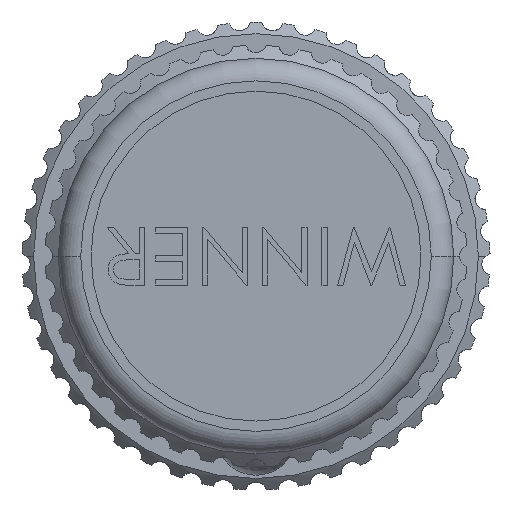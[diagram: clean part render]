
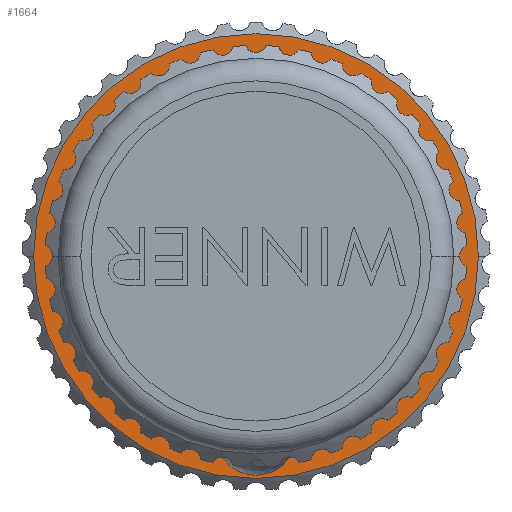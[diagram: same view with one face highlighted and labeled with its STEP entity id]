
A CAD part, left-side view. The second image highlights one B-rep face of the part: STEP entity #1664.
In plain terms, the highlighted planar face has unit normal (-1, 0, 0).
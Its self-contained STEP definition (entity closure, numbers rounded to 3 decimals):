
#89 = CARTESIAN_POINT ( 'NONE',  ( -63.9, -0.058, -4.164 ) ) ;
#591 = EDGE_CURVE ( 'NONE', #12408, #9977, #12879, .T. ) ;
#907 = CARTESIAN_POINT ( 'NONE',  ( -63.9, -3.79, 2.647 ) ) ;
#1078 = DIRECTION ( 'NONE',  ( -1., 0., 0. ) ) ;
#1286 = CARTESIAN_POINT ( 'NONE',  ( -63.9, 3.821, -1.883 ) ) ;
#1372 = CARTESIAN_POINT ( 'NONE',  ( -63.9, 2.284, 4.108 ) ) ;
#1664 = ADVANCED_FACE ( 'NONE', ( #1830, #8114 ), #9211, .T. ) ;
#1820 = CARTESIAN_POINT ( 'NONE',  ( -63.9, -15.3, 0. ) ) ;
#1830 = FACE_OUTER_BOUND ( 'NONE', #19159, .T. ) ;
#2632 = CARTESIAN_POINT ( 'NONE',  ( -63.9, -4.449, 0.494 ) ) ;
#2831 = ORIENTED_EDGE ( 'NONE', *, *, #10895, .T. ) ;
#2914 = CARTESIAN_POINT ( 'NONE',  ( -63.9, -4.099, -1.45 ) ) ;
#2971 = VERTEX_POINT ( 'NONE', #1820 ) ;
#3142 = CIRCLE ( 'NONE', #9546, 15.3 ) ;
#3214 = CARTESIAN_POINT ( 'NONE',  ( -63.9, 4.403, 0.006 ) ) ;
#3763 = ORIENTED_EDGE ( 'NONE', *, *, #21710, .T. ) ;
#4231 = CARTESIAN_POINT ( 'NONE',  ( -63.9, 1.711, -3.818 ) ) ;
#4679 = CARTESIAN_POINT ( 'NONE',  ( -63.9, -3.837, -1.96 ) ) ;
#4688 = DIRECTION ( 'NONE',  ( -1., 0., 0. ) ) ;
#5121 = DIRECTION ( 'NONE',  ( -1., 0., 0. ) ) ;
#5342 = CARTESIAN_POINT ( 'NONE',  ( -63.9, 3.168, 3.388 ) ) ;
#5517 = CARTESIAN_POINT ( 'NONE',  ( -63.9, 3.966, -1.635 ) ) ;
#5933 = VERTEX_POINT ( 'NONE', #11579 ) ;
#6363 = CARTESIAN_POINT ( 'NONE',  ( -63.9, 2.927, -3.029 ) ) ;
#6488 = EDGE_CURVE ( 'NONE', #9977, #8452, #13621, .T. ) ;
#6812 = CARTESIAN_POINT ( 'NONE',  ( -63.9, -3.503, -2.424 ) ) ;
#6896 = CARTESIAN_POINT ( 'NONE',  ( -63.9, -4.162, 1.884 ) ) ;
#6961 = AXIS2_PLACEMENT_3D ( 'NONE', #25615, #10383, #13099 ) ;
#6977 = ORIENTED_EDGE ( 'NONE', *, *, #12345, .T. ) ;
#7437 = CARTESIAN_POINT ( 'NONE',  ( -63.9, 0., 0. ) ) ;
#7471 = CARTESIAN_POINT ( 'NONE',  ( -63.9, 4.327, 1.143 ) ) ;
#7803 = CARTESIAN_POINT ( 'NONE',  ( -63.9, 2.284, 4.108 ) ) ;
#7941 = CARTESIAN_POINT ( 'NONE',  ( -63.9, -3.019, -2.972 ) ) ;
#8014 = ORIENTED_EDGE ( 'NONE', *, *, #591, .T. ) ;
#8114 = FACE_BOUND ( 'NONE', #10030, .T. ) ;
#8452 = VERTEX_POINT ( 'NONE', #7803 ) ;
#8513 = CARTESIAN_POINT ( 'NONE',  ( -63.9, 3.729, -2.041 ) ) ;
#8978 = AXIS2_PLACEMENT_3D ( 'NONE', #17630, #5121, #13565 ) ;
#9211 = PLANE ( 'NONE',  #8978 ) ;
#9546 = AXIS2_PLACEMENT_3D ( 'NONE', #7437, #1078, #17825 ) ;
#9790 = CARTESIAN_POINT ( 'NONE',  ( -63.9, -1.483, -3.918 ) ) ;
#9977 = VERTEX_POINT ( 'NONE', #14881 ) ;
#10030 = EDGE_LOOP ( 'NONE', ( #18994, #6977, #8014, #16955 ) ) ;
#10135 = CARTESIAN_POINT ( 'NONE',  ( -63.9, -2.141, -3.604 ) ) ;
#10383 = DIRECTION ( 'NONE',  ( -1., 0., 0. ) ) ;
#10895 = EDGE_CURVE ( 'NONE', #2971, #24150, #3142, .T. ) ;
#11114 = CARTESIAN_POINT ( 'NONE',  ( -63.9, -4.387, 1.057 ) ) ;
#11287 = CARTESIAN_POINT ( 'NONE',  ( -63.9, -4.329, 1.339 ) ) ;
#11579 = CARTESIAN_POINT ( 'NONE',  ( -63.9, -2.867, 3.724 ) ) ;
#11667 = CARTESIAN_POINT ( 'NONE',  ( -63.9, 4.087, 1.958 ) ) ;
#11925 = CARTESIAN_POINT ( 'NONE',  ( -63.9, 4.184, 1.691 ) ) ;
#12345 = EDGE_CURVE ( 'NONE', #5933, #12408, #15770, .T. ) ;
#12406 = CARTESIAN_POINT ( 'NONE',  ( -63.9, 3.414, -2.489 ) ) ;
#12408 = VERTEX_POINT ( 'NONE', #26355 ) ;
#12465 = CIRCLE ( 'NONE', #6961, 4.7 ) ;
#12879 = B_SPLINE_CURVE_WITH_KNOTS ( 'NONE', 3,
 ( #14064, #20535, #7941, #16370, #18502, #10135, #22353, #9790, #13977, #14706, #14606, #89, #21000, #16831, #25218, #4231, #25038, #18967, #6363, #21085, #12406, #27303, #8513, #20900 ),
 .UNSPECIFIED., .F., .F.,
 ( 4, 2, 2, 2, 2, 2, 2, 2, 2, 2, 2, 4 ),
 ( 0., 0.001, 0.002, 0.002, 0.003, 0.004, 0.004, 0.005, 0.007, 0.008, 0.008, 0.009 ),
 .UNSPECIFIED. ) ;
#13099 = DIRECTION ( 'NONE',  ( 0., 0., -1. ) ) ;
#13399 = CARTESIAN_POINT ( 'NONE',  ( -63.9, -4.203, -1.184 ) ) ;
#13490 = CARTESIAN_POINT ( 'NONE',  ( -63.9, -3.082, 3.537 ) ) ;
#13565 = DIRECTION ( 'NONE',  ( 0., 1., 0. ) ) ;
#13621 = B_SPLINE_CURVE_WITH_KNOTS ( 'NONE', 3,
 ( #1286, #5517, #18026, #18203, #13875, #3214, #15984, #17942, #7471, #11925, #11667, #22074, #20168, #18306, #5342, #20078, #13956, #1372 ),
 .UNSPECIFIED., .F., .F.,
 ( 4, 2, 2, 2, 2, 2, 2, 2, 4 ),
 ( 0., 0.001, 0.002, 0.003, 0.003, 0.004, 0.005, 0.006, 0.007 ),
 .UNSPECIFIED. ) ;
#13875 = CARTESIAN_POINT ( 'NONE',  ( -63.9, 4.331, -0.559 ) ) ;
#13956 = CARTESIAN_POINT ( 'NONE',  ( -63.9, 2.524, 3.954 ) ) ;
#13977 = CARTESIAN_POINT ( 'NONE',  ( -63.9, -1.139, -4.026 ) ) ;
#14064 = CARTESIAN_POINT ( 'NONE',  ( -63.9, -3.503, -2.424 ) ) ;
#14606 = CARTESIAN_POINT ( 'NONE',  ( -63.9, -0.421, -4.145 ) ) ;
#14706 = CARTESIAN_POINT ( 'NONE',  ( -63.9, -0.604, -4.123 ) ) ;
#14724 = AXIS2_PLACEMENT_3D ( 'NONE', #25997, #4688, #19425 ) ;
#14726 = CARTESIAN_POINT ( 'NONE',  ( -63.9, 15.3, 0. ) ) ;
#14881 = CARTESIAN_POINT ( 'NONE',  ( -63.9, 3.821, -1.883 ) ) ;
#15239 = CARTESIAN_POINT ( 'NONE',  ( -63.9, -4.054, 2.145 ) ) ;
#15770 = B_SPLINE_CURVE_WITH_KNOTS ( 'NONE', 3,
 ( #23888, #13490, #25904, #19702, #907, #15239, #6896, #11287, #11114, #2632, #25986, #17268, #17366, #13399, #2914, #4679, #19417, #6812 ),
 .UNSPECIFIED., .F., .F.,
 ( 4, 2, 2, 2, 2, 2, 2, 2, 4 ),
 ( 0., 0.001, 0.002, 0.003, 0.004, 0.004, 0.005, 0.006, 0.007 ),
 .UNSPECIFIED. ) ;
#15984 = CARTESIAN_POINT ( 'NONE',  ( -63.9, 4.411, 0.29 ) ) ;
#16370 = CARTESIAN_POINT ( 'NONE',  ( -63.9, -2.597, -3.31 ) ) ;
#16831 = CARTESIAN_POINT ( 'NONE',  ( -63.9, 0.662, -4.123 ) ) ;
#16955 = ORIENTED_EDGE ( 'NONE', *, *, #6488, .T. ) ;
#17268 = CARTESIAN_POINT ( 'NONE',  ( -63.9, -4.408, -0.359 ) ) ;
#17366 = CARTESIAN_POINT ( 'NONE',  ( -63.9, -4.358, -0.641 ) ) ;
#17630 = CARTESIAN_POINT ( 'NONE',  ( -63.9, 5.05, 0. ) ) ;
#17825 = DIRECTION ( 'NONE',  ( 0., 1., 0. ) ) ;
#17942 = CARTESIAN_POINT ( 'NONE',  ( -63.9, 4.374, 0.857 ) ) ;
#18026 = CARTESIAN_POINT ( 'NONE',  ( -63.9, 4.083, -1.376 ) ) ;
#18203 = CARTESIAN_POINT ( 'NONE',  ( -63.9, 4.265, -0.84 ) ) ;
#18306 = CARTESIAN_POINT ( 'NONE',  ( -63.9, 3.358, 3.175 ) ) ;
#18502 = CARTESIAN_POINT ( 'NONE',  ( -63.9, -2.449, -3.414 ) ) ;
#18967 = CARTESIAN_POINT ( 'NONE',  ( -63.9, 2.651, -3.262 ) ) ;
#18994 = ORIENTED_EDGE ( 'NONE', *, *, #20077, .F. ) ;
#19159 = EDGE_LOOP ( 'NONE', ( #2831, #3763 ) ) ;
#19417 = CARTESIAN_POINT ( 'NONE',  ( -63.9, -3.682, -2.199 ) ) ;
#19425 = DIRECTION ( 'NONE',  ( 0., 1., 0. ) ) ;
#19702 = CARTESIAN_POINT ( 'NONE',  ( -63.9, -3.632, 2.889 ) ) ;
#20077 = EDGE_CURVE ( 'NONE', #5933, #8452, #12465, .T. ) ;
#20078 = CARTESIAN_POINT ( 'NONE',  ( -63.9, 2.749, 3.779 ) ) ;
#20168 = CARTESIAN_POINT ( 'NONE',  ( -63.9, 3.694, 2.719 ) ) ;
#20535 = CARTESIAN_POINT ( 'NONE',  ( -63.9, -3.275, -2.71 ) ) ;
#20900 = CARTESIAN_POINT ( 'NONE',  ( -63.9, 3.821, -1.883 ) ) ;
#21000 = CARTESIAN_POINT ( 'NONE',  ( -63.9, 0.122, -4.162 ) ) ;
#21085 = CARTESIAN_POINT ( 'NONE',  ( -63.9, 3.297, -2.63 ) ) ;
#21710 = EDGE_CURVE ( 'NONE', #24150, #2971, #26895, .T. ) ;
#22074 = CARTESIAN_POINT ( 'NONE',  ( -63.9, 3.841, 2.474 ) ) ;
#22353 = CARTESIAN_POINT ( 'NONE',  ( -63.9, -1.978, -3.691 ) ) ;
#23888 = CARTESIAN_POINT ( 'NONE',  ( -63.9, -2.867, 3.724 ) ) ;
#24150 = VERTEX_POINT ( 'NONE', #14726 ) ;
#25038 = CARTESIAN_POINT ( 'NONE',  ( -63.9, 2.038, -3.66 ) ) ;
#25218 = CARTESIAN_POINT ( 'NONE',  ( -63.9, 1.025, -4.049 ) ) ;
#25615 = CARTESIAN_POINT ( 'NONE',  ( -63.9, 0., 0. ) ) ;
#25904 = CARTESIAN_POINT ( 'NONE',  ( -63.9, -3.278, 3.333 ) ) ;
#25986 = CARTESIAN_POINT ( 'NONE',  ( -63.9, -4.454, 0.211 ) ) ;
#25997 = CARTESIAN_POINT ( 'NONE',  ( -63.9, 0., 0. ) ) ;
#26355 = CARTESIAN_POINT ( 'NONE',  ( -63.9, -3.503, -2.424 ) ) ;
#26895 = CIRCLE ( 'NONE', #14724, 15.3 ) ;
#27303 = CARTESIAN_POINT ( 'NONE',  ( -63.9, 3.63, -2.194 ) ) ;
